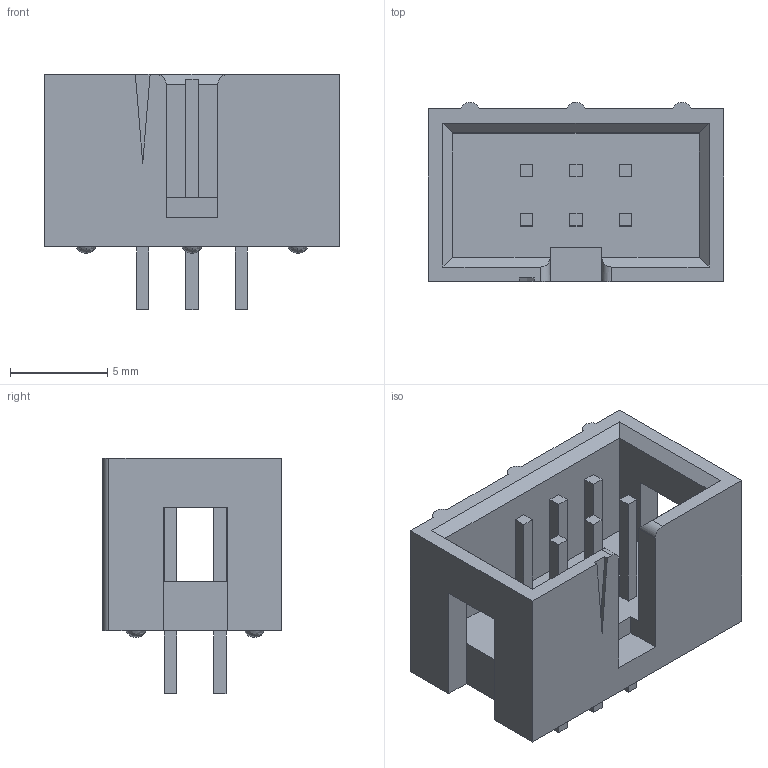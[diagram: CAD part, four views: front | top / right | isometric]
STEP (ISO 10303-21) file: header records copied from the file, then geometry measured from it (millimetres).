
FILE_DESCRIPTION (( 'STEP AP214' ), '1' );
FILE_NAME ('1761681-1.step', '2026-02-27T04:19:13', ( '' ), ( '' ), 'SwSTEP 2.0', 'SolidWorks 2025', '' );
FILE_SCHEMA (( 'AUTOMOTIVE_DESIGN' ));
Length unit declared in the file: inch
Products named in the file (2): 1761681-1; C-1761681-1_1
Assembly tree (1 placements, depth 2):
  1761681-1
    C-1761681-1_1
Bounding box: 15.24 x 9.22 x 12.12 mm (x, y, z)
Volume: 625.4 mm3; surface area: 1049 mm2
Topology: 1 solids, 1 shells, 118 faces, 299 edges, 196 vertices
Faces by surface type: plane 103, bspline 10, cylinder 5
Entity records: 5346 total; most frequent: CARTESIAN_POINT 896, ORIENTED_EDGE 598, DIRECTION 557, EDGE_CURVE 299, VECTOR 259, LINE 259, VERTEX_POINT 196, AXIS2_PLACEMENT_3D 149
